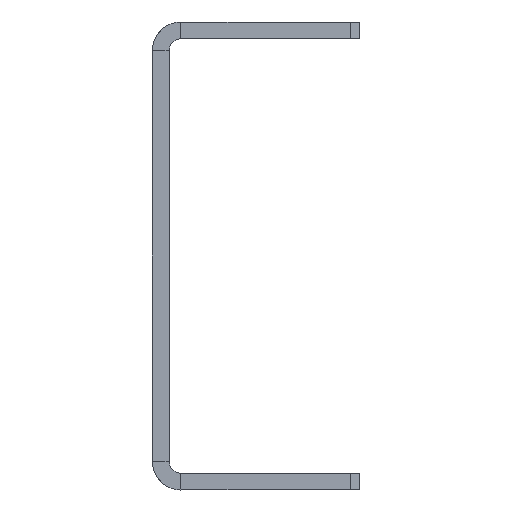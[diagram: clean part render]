
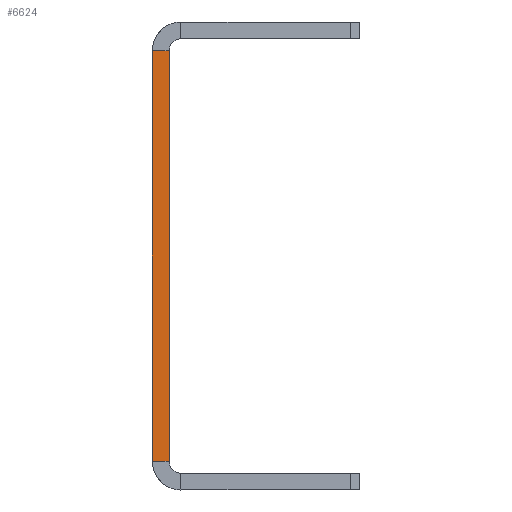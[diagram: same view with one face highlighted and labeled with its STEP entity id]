
A CAD part, left-side view. The second image highlights one B-rep face of the part: STEP entity #6624.
In plain terms, the highlighted planar face has unit normal (-1, 0, 0).
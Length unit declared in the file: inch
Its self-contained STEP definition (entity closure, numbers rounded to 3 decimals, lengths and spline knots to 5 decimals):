
#5666 = VERTEX_POINT ( 'NONE', #12269 ) ;
#5816 = EDGE_CURVE ( 'NONE', #5666, #5817, #11904, .T. ) ;
#5817 = VERTEX_POINT ( 'NONE', #11900 ) ;
#6618 = VERTEX_POINT ( 'NONE', #12878 ) ;
#6620 = EDGE_CURVE ( 'NONE', #6621, #6618, #12877, .T. ) ;
#6621 = VERTEX_POINT ( 'NONE', #12873 ) ;
#6624 = ADVANCED_FACE ( 'NONE', ( #12868 ), #12867, .F. ) ;
#6625 = EDGE_LOOP ( 'NONE', ( #6626, #6661, #6662, #6654 ) ) ;
#6626 = ORIENTED_EDGE ( 'NONE', *, *, #6660, .T. ) ;
#6653 = EDGE_CURVE ( 'NONE', #6621, #5666, #12954, .T. ) ;
#6654 = ORIENTED_EDGE ( 'NONE', *, *, #6620, .T. ) ;
#6660 = EDGE_CURVE ( 'NONE', #6618, #5817, #12903, .T. ) ;
#6661 = ORIENTED_EDGE ( 'NONE', *, *, #5816, .F. ) ;
#6662 = ORIENTED_EDGE ( 'NONE', *, *, #6653, .F. ) ;
#11900 = CARTESIAN_POINT ( 'NONE',  ( -3.75, 0.036, 0.439 ) ) ;
#11901 = DIRECTION ( 'NONE',  ( 0., 0., 1. ) ) ;
#11902 = VECTOR ( 'NONE', #11901, 39.37008 ) ;
#11903 = CARTESIAN_POINT ( 'NONE',  ( -3.75, 0.036, -0.5 ) ) ;
#11904 = LINE ( 'NONE', #11903, #11902 ) ;
#12269 = CARTESIAN_POINT ( 'NONE',  ( -3.75, 0.036, -0.439 ) ) ;
#12862 = DIRECTION ( 'NONE',  ( 0., 0., -1. ) ) ;
#12863 = DIRECTION ( 'NONE',  ( 1., 0., 0. ) ) ;
#12864 = AXIS2_PLACEMENT_3D ( 'NONE', #12866, #12863, #12862 ) ;
#12866 = CARTESIAN_POINT ( 'NONE',  ( -3.75, 0.036, -0.5 ) ) ;
#12867 = PLANE ( 'NONE',  #12864 ) ;
#12868 = FACE_OUTER_BOUND ( 'NONE', #6625, .T. ) ;
#12873 = CARTESIAN_POINT ( 'NONE',  ( -3.75, 0., -0.439 ) ) ;
#12874 = DIRECTION ( 'NONE',  ( 0., 0., 1. ) ) ;
#12875 = VECTOR ( 'NONE', #12874, 39.37008 ) ;
#12876 = CARTESIAN_POINT ( 'NONE',  ( -3.75, 0., -0.5 ) ) ;
#12877 = LINE ( 'NONE', #12876, #12875 ) ;
#12878 = CARTESIAN_POINT ( 'NONE',  ( -3.75, 0., 0.439 ) ) ;
#12900 = DIRECTION ( 'NONE',  ( 0., 1., 0. ) ) ;
#12901 = VECTOR ( 'NONE', #12900, 39.37008 ) ;
#12902 = CARTESIAN_POINT ( 'NONE',  ( -3.75, 0., 0.439 ) ) ;
#12903 = LINE ( 'NONE', #12902, #12901 ) ;
#12951 = DIRECTION ( 'NONE',  ( 0., 1., 0. ) ) ;
#12952 = VECTOR ( 'NONE', #12951, 39.37008 ) ;
#12953 = CARTESIAN_POINT ( 'NONE',  ( -3.75, 0., -0.439 ) ) ;
#12954 = LINE ( 'NONE', #12953, #12952 ) ;
